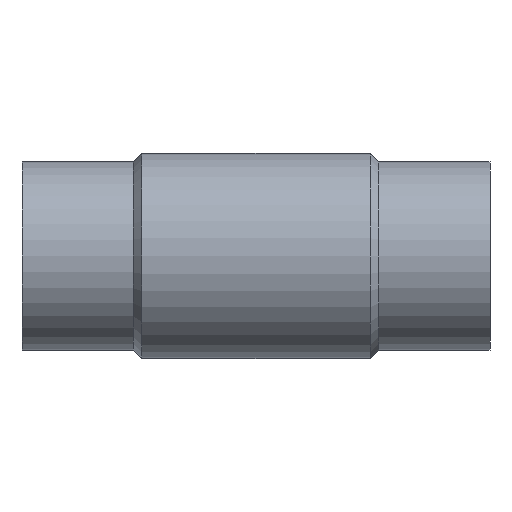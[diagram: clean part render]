
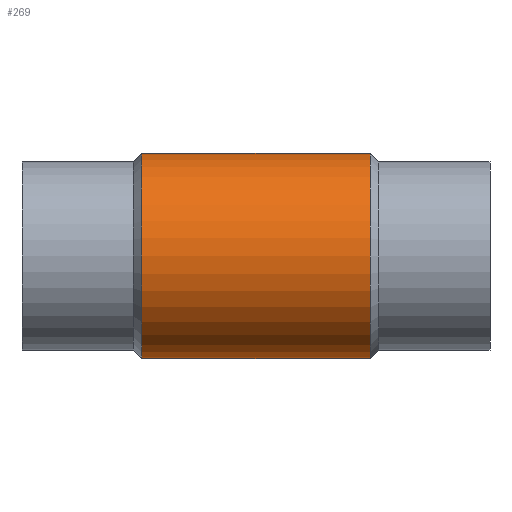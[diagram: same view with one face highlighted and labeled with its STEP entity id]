
A CAD part, front view. The second image highlights one B-rep face of the part: STEP entity #269.
In plain terms, the highlighted cylindrical face has radius 136.35 mm (diameter 272.7 mm), a full revolution.
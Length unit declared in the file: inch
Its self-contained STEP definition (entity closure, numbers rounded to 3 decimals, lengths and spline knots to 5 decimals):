
#3 = CARTESIAN_POINT ( 'NONE',  ( -1.50787, 10.73622, 5.36811 ) ) ;
#20 = CARTESIAN_POINT ( 'NONE',  ( -1.50787, 10.73622, -5.36811 ) ) ;
#23 = AXIS2_PLACEMENT_3D ( 'NONE', #165, #114, #155 ) ;
#26 = CIRCLE ( 'NONE', #23, 5.36811 ) ;
#28 = DIRECTION ( 'NONE',  ( -1., 0., 0. ) ) ;
#30 = EDGE_CURVE ( 'NONE', #128, #37, #232, .T. ) ;
#37 = VERTEX_POINT ( 'NONE', #343 ) ;
#38 = CARTESIAN_POINT ( 'NONE',  ( -22.98031, 10.73622, 5.36811 ) ) ;
#49 = CARTESIAN_POINT ( 'NONE',  ( -12.24409, 0., 5.36811 ) ) ;
#61 = EDGE_CURVE ( 'NONE', #228, #228, #169, .T. ) ;
#62 = CARTESIAN_POINT ( 'NONE',  ( -6.27362, 5.36811, 0. ) ) ;
#77 = CYLINDRICAL_SURFACE ( 'NONE', #193, 5.36811 ) ;
#80 = EDGE_CURVE ( 'NONE', #37, #128, #337, .T. ) ;
#81 = DIRECTION ( 'NONE',  ( 0., 0., -1. ) ) ;
#83 = VERTEX_POINT ( 'NONE', #62 ) ;
#114 = DIRECTION ( 'NONE',  ( 1., 0., 0. ) ) ;
#122 = DIRECTION ( 'NONE',  ( 1., 0., 0. ) ) ;
#128 = VERTEX_POINT ( 'NONE', #49 ) ;
#132 = CARTESIAN_POINT ( 'NONE',  ( -18.21457, 5.36811, 0. ) ) ;
#155 = DIRECTION ( 'NONE',  ( 0., 1., 0. ) ) ;
#162 = ORIENTED_EDGE ( 'NONE', *, *, #30, .T. ) ;
#165 = CARTESIAN_POINT ( 'NONE',  ( -6.27362, 0., 0. ) ) ;
#167 = FACE_OUTER_BOUND ( 'NONE', #272, .T. ) ;
#169 = CIRCLE ( 'NONE', #302, 5.36811 ) ;
#182 = FACE_BOUND ( 'NONE', #211, .T. ) ;
#193 = AXIS2_PLACEMENT_3D ( 'NONE', #314, #122, #81 ) ;
#198 = CARTESIAN_POINT ( 'NONE',  ( -12.24409, 0., 5.36811 ) ) ;
#203 = CARTESIAN_POINT ( 'NONE',  ( -12.24409, 0., -5.36811 ) ) ;
#211 = EDGE_LOOP ( 'NONE', ( #162, #321 ) ) ;
#223 = EDGE_LOOP ( 'NONE', ( #318 ) ) ;
#228 = VERTEX_POINT ( 'NONE', #132 ) ;
#232 =( BOUNDED_CURVE ( )  B_SPLINE_CURVE ( 3, ( #348, #38, #296, #240 ),
 .UNSPECIFIED., .F., .T. ) 
 B_SPLINE_CURVE_WITH_KNOTS ( ( 4, 4 ),
 ( 1.5708, 4.71239 ),
 .UNSPECIFIED. ) 
 CURVE ( )  GEOMETRIC_REPRESENTATION_ITEM ( )  RATIONAL_B_SPLINE_CURVE ( ( 1., 0.333, 0.333, 1. ) ) 
 REPRESENTATION_ITEM ( '' )  );
#240 = CARTESIAN_POINT ( 'NONE',  ( -12.24409, 0., -5.36811 ) ) ;
#258 = FACE_OUTER_BOUND ( 'NONE', #223, .T. ) ;
#269 = ADVANCED_FACE ( 'NONE', ( #182, #258, #167 ), #77, .T. ) ;
#272 = EDGE_LOOP ( 'NONE', ( #312 ) ) ;
#288 = DIRECTION ( 'NONE',  ( 0., 1., 0. ) ) ;
#294 = CARTESIAN_POINT ( 'NONE',  ( -18.21457, 0., 0. ) ) ;
#296 = CARTESIAN_POINT ( 'NONE',  ( -22.98031, 10.73622, -5.36811 ) ) ;
#302 = AXIS2_PLACEMENT_3D ( 'NONE', #294, #28, #288 ) ;
#312 = ORIENTED_EDGE ( 'NONE', *, *, #334, .F. ) ;
#314 = CARTESIAN_POINT ( 'NONE',  ( -12.24409, 0., 0. ) ) ;
#318 = ORIENTED_EDGE ( 'NONE', *, *, #61, .F. ) ;
#321 = ORIENTED_EDGE ( 'NONE', *, *, #80, .T. ) ;
#334 = EDGE_CURVE ( 'NONE', #83, #83, #26, .T. ) ;
#337 =( BOUNDED_CURVE ( )  B_SPLINE_CURVE ( 3, ( #203, #20, #3, #198 ),
 .UNSPECIFIED., .F., .T. ) 
 B_SPLINE_CURVE_WITH_KNOTS ( ( 4, 4 ),
 ( 1.5708, 4.71239 ),
 .UNSPECIFIED. ) 
 CURVE ( )  GEOMETRIC_REPRESENTATION_ITEM ( )  RATIONAL_B_SPLINE_CURVE ( ( 1., 0.333, 0.333, 1. ) ) 
 REPRESENTATION_ITEM ( '' )  );
#343 = CARTESIAN_POINT ( 'NONE',  ( -12.24409, 0., -5.36811 ) ) ;
#348 = CARTESIAN_POINT ( 'NONE',  ( -12.24409, 0., 5.36811 ) ) ;
